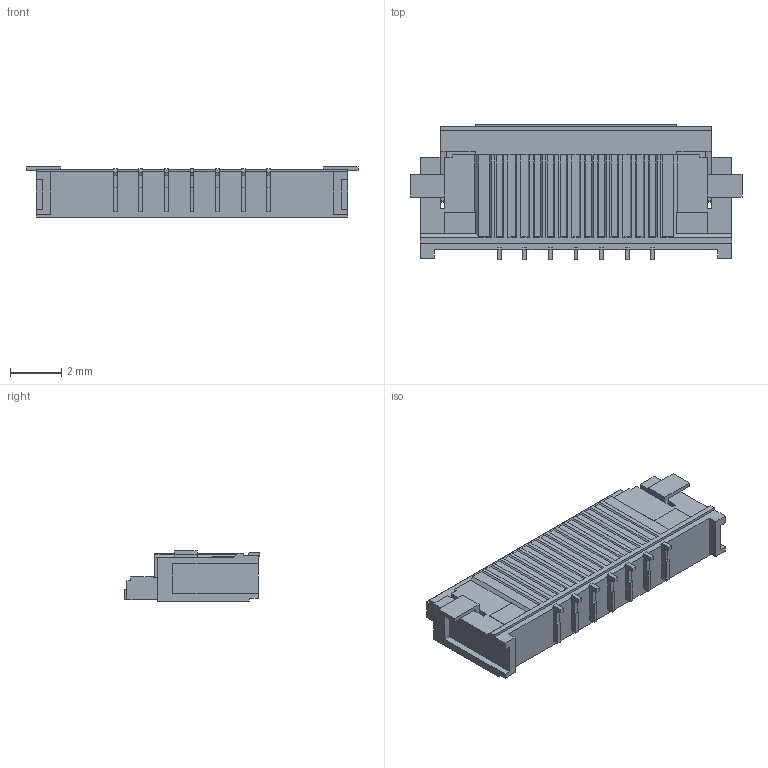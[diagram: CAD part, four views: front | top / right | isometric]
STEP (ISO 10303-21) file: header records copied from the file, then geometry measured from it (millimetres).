
FILE_DESCRIPTION((''),'2;1');
FILE_NAME('2005280070','2016-07-22T',('rlalsangi'),(''),'PRO/ENGINEER BY PARAMETRIC TECHNOLOGY CORPORATION, 2012310','PRO/ENGINEER BY PARAMETRIC TECHNOLOGY CORPORATION, 2012310','');
FILE_SCHEMA(('CONFIG_CONTROL_DESIGN'));
Length unit declared in the file: millimetre
Products named in the file (1): 2005280070
Bounding box: 13 x 5.3 x 1.96 mm (x, y, z)
Volume: 70.9 mm3; surface area: 299.3 mm2
Topology: 1 solids, 1 shells, 710 faces, 2097 edges, 1372 vertices
Faces by surface type: plane 620, cylinder 90
Entity records: 23361 total; most frequent: ORIENTED_EDGE 4194, CARTESIAN_POINT 4180, DIRECTION 3713, EDGE_CURVE 2097, VECTOR 1903, LINE 1903, VERTEX_POINT 1372, AXIS2_PLACEMENT_3D 905
